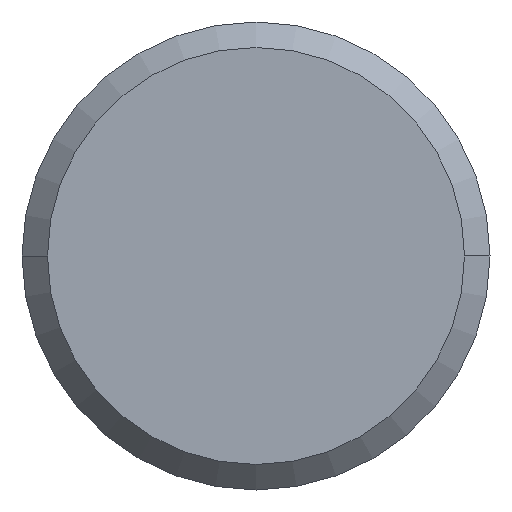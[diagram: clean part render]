
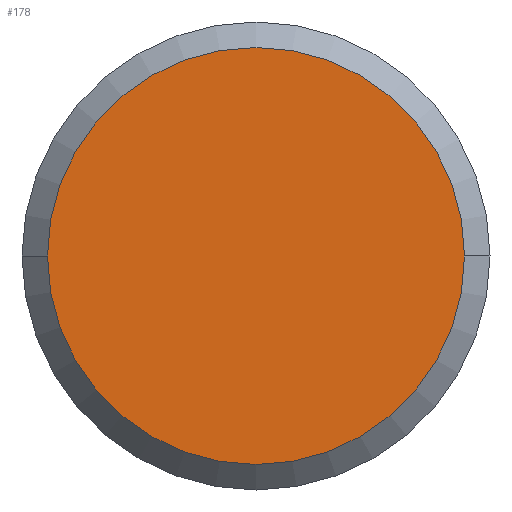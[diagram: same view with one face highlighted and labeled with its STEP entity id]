
A CAD part, left-side view. The second image highlights one B-rep face of the part: STEP entity #178.
In plain terms, the highlighted planar face has unit normal (-1, 0, 0).
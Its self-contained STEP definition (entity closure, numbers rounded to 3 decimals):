
#28 = CIRCLE ( 'NONE', #145, 6.238 ) ;
#59 = DIRECTION ( 'NONE',  ( -1., 0., 0. ) ) ;
#70 = AXIS2_PLACEMENT_3D ( 'NONE', #280, #59, #248 ) ;
#86 = CARTESIAN_POINT ( 'NONE',  ( 0., -6.238, 0. ) ) ;
#100 = ORIENTED_EDGE ( 'NONE', *, *, #401, .F. ) ;
#145 = AXIS2_PLACEMENT_3D ( 'NONE', #379, #151, #250 ) ;
#151 = DIRECTION ( 'NONE',  ( 1., 0., 0. ) ) ;
#170 = DIRECTION ( 'NONE',  ( 0., 1., 0. ) ) ;
#176 = ORIENTED_EDGE ( 'NONE', *, *, #259, .F. ) ;
#178 = ADVANCED_FACE ( 'NONE', ( #354 ), #348, .T. ) ;
#199 = VERTEX_POINT ( 'NONE', #86 ) ;
#230 = CARTESIAN_POINT ( 'NONE',  ( 0., 6.238, 0. ) ) ;
#235 = AXIS2_PLACEMENT_3D ( 'NONE', #370, #373, #170 ) ;
#248 = DIRECTION ( 'NONE',  ( 0., -1., 0. ) ) ;
#250 = DIRECTION ( 'NONE',  ( 0., 1., 0. ) ) ;
#259 = EDGE_CURVE ( 'NONE', #342, #199, #28, .T. ) ;
#280 = CARTESIAN_POINT ( 'NONE',  ( 0., 0., 0. ) ) ;
#281 = CIRCLE ( 'NONE', #235, 6.238 ) ;
#335 = EDGE_LOOP ( 'NONE', ( #176, #100 ) ) ;
#342 = VERTEX_POINT ( 'NONE', #230 ) ;
#348 = PLANE ( 'NONE',  #70 ) ;
#354 = FACE_OUTER_BOUND ( 'NONE', #335, .T. ) ;
#370 = CARTESIAN_POINT ( 'NONE',  ( 0., 0., 0. ) ) ;
#373 = DIRECTION ( 'NONE',  ( 1., 0., 0. ) ) ;
#379 = CARTESIAN_POINT ( 'NONE',  ( 0., 0., 0. ) ) ;
#401 = EDGE_CURVE ( 'NONE', #199, #342, #281, .T. ) ;
